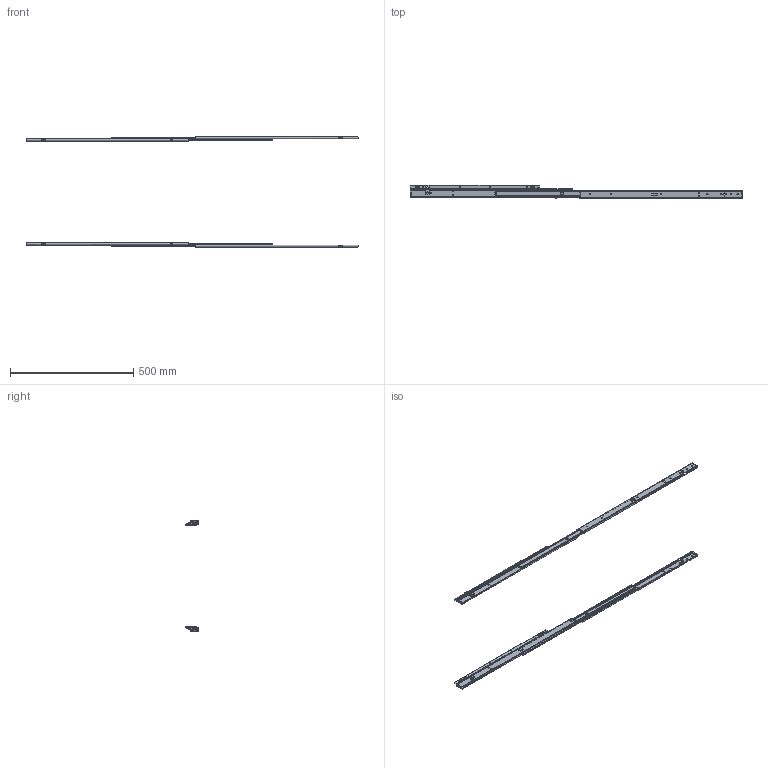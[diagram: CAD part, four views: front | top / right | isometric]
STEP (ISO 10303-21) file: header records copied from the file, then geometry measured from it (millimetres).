
FILE_DESCRIPTION (( 'STEP AP203' ), '1' );
FILE_NAME ('U33-26L　R.STEP', '2021-05-24T05:39:48', ( '' ), ( '' ), 'SwSTEP 2.0', 'SolidWorks 2019', '' );
FILE_SCHEMA (( 'CONFIG_CONTROL_DESIGN' ));
Length unit declared in the file: millimetre
Products named in the file (13): U33-26Lキャビ側OM; U33-26Rキャビ側IM; U33-26Lキャビ側IM; U33-26Rドロ側IM; U33-26Lドロ側OM; U33-26L　R; PN4; PN26; U33-26Lドロ側IM; U33-26Rキャビ側OM; U33-26Rドロ側OM; PN41-3; PN101リベット
Assembly tree (20 placements, depth 2):
  U33-26L　R
    U33-26Lキャビ側OM
    PN26  x4
    U33-26Lキャビ側IM
    U33-26Lドロ側IM
    U33-26Lドロ側OM
    PN101リベット  x4
    PN4  x2
    PN41-3  x2
    U33-26Rキャビ側OM
    U33-26Rキャビ側IM
    U33-26Rドロ側IM
    U33-26Rドロ側OM
Bounding box: 1349.4 x 54.74 x 450 mm (x, y, z)
Volume: 339852.7 mm3; surface area: 495035.5 mm2
Topology: 20 solids, 20 shells, 1094 faces, 3106 edges, 2040 vertices
Faces by surface type: plane 634, cylinder 432, bspline 20, torus 8
Entity records: 33506 total; most frequent: CARTESIAN_POINT 6732, ORIENTED_EDGE 5422, DIRECTION 5131, EDGE_CURVE 2711, VERTEX_POINT 1782, LINE 1769, VECTOR 1769, AXIS2_PLACEMENT_3D 1681
